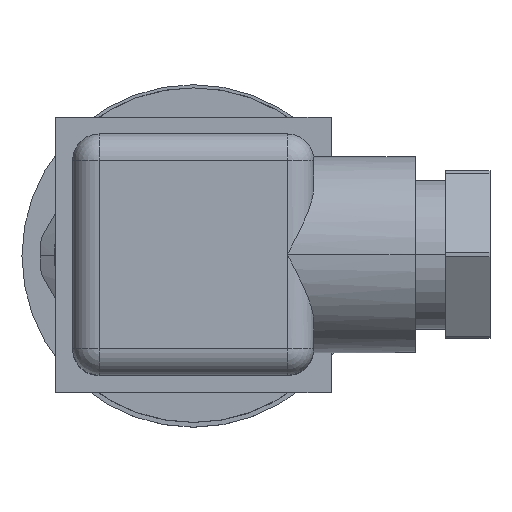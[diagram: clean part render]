
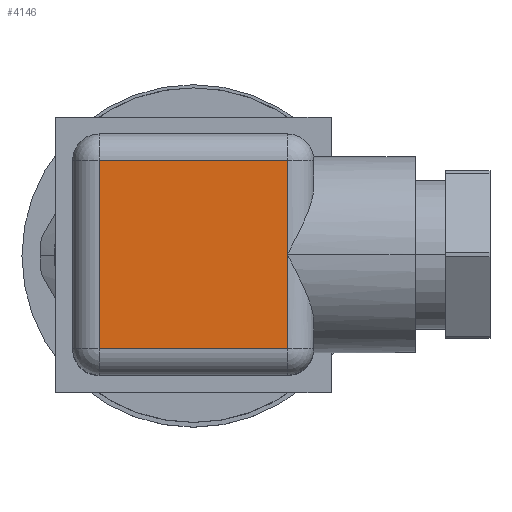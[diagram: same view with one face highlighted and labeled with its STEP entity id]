
A CAD part, top view. The second image highlights one B-rep face of the part: STEP entity #4146.
In plain terms, the highlighted planar face has unit normal (0, 0, 1).
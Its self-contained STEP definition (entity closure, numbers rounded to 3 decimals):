
#388=CARTESIAN_POINT('',(10.688,0.,50.9));
#426=DIRECTION('',(0.,-1.,0.));
#427=VECTOR('',#426,10.688);
#428=CARTESIAN_POINT('',(10.688,10.688,50.9));
#429=LINE('',#428,#427);
#447=DIRECTION('',(0.,1.,0.));
#448=VECTOR('',#447,21.376);
#449=CARTESIAN_POINT('',(-10.688,-10.688,50.9));
#450=LINE('',#449,#448);
#506=DIRECTION('',(-1.,0.,0.));
#507=VECTOR('',#506,21.376);
#508=CARTESIAN_POINT('',(10.688,-10.688,50.9));
#509=LINE('',#508,#507);
#624=DIRECTION('',(1.,0.,0.));
#625=VECTOR('',#624,21.376);
#626=CARTESIAN_POINT('',(-10.688,10.688,50.9));
#627=LINE('',#626,#625);
#3283=DIRECTION('',(0.,-1.,0.));
#3284=VECTOR('',#3283,10.688);
#3285=CARTESIAN_POINT('',(10.688,0.,50.9));
#3286=LINE('',#3285,#3284);
#3354=VERTEX_POINT('',#388);
#3356=CARTESIAN_POINT('',(10.688,-10.688,50.9));
#3357=VERTEX_POINT('',#3356);
#3363=CARTESIAN_POINT('',(10.688,10.688,50.9));
#3364=VERTEX_POINT('',#3363);
#3369=CARTESIAN_POINT('',(-10.688,-10.688,50.9));
#3370=CARTESIAN_POINT('',(-10.688,10.688,50.9));
#3371=VERTEX_POINT('',#3369);
#3372=VERTEX_POINT('',#3370);
#4130=CARTESIAN_POINT('',(0.,0.,50.9));
#4131=DIRECTION('',(0.,0.,1.));
#4132=DIRECTION('',(1.,0.,0.));
#4133=AXIS2_PLACEMENT_3D('',#4130,#4131,#4132);
#4134=PLANE('',#4133);
#4136=ORIENTED_EDGE('',*,*,#4135,.T.);
#4138=ORIENTED_EDGE('',*,*,#4137,.T.);
#4139=ORIENTED_EDGE('',*,*,#4121,.T.);
#4141=ORIENTED_EDGE('',*,*,#4140,.T.);
#4143=ORIENTED_EDGE('',*,*,#4142,.T.);
#4144=EDGE_LOOP('',(#4136,#4138,#4139,#4141,#4143));
#4145=FACE_OUTER_BOUND('',#4144,.F.);
#4146=ADVANCED_FACE('',(#4145),#4134,.T.);
#4121=EDGE_CURVE('',#3364,#3354,#429,.T.);
#4135=EDGE_CURVE('',#3371,#3372,#450,.T.);
#4137=EDGE_CURVE('',#3372,#3364,#627,.T.);
#4140=EDGE_CURVE('',#3354,#3357,#3286,.T.);
#4142=EDGE_CURVE('',#3357,#3371,#509,.T.);
